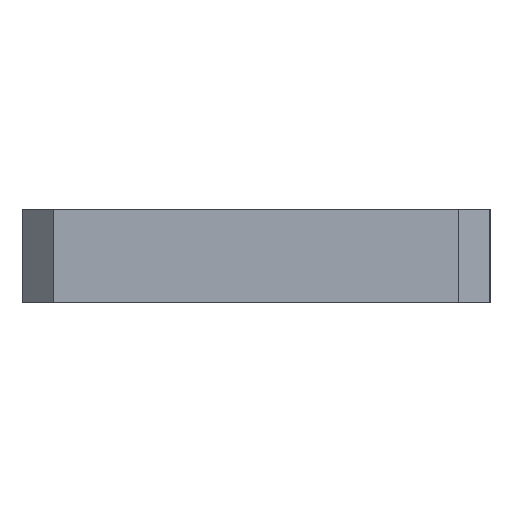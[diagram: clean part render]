
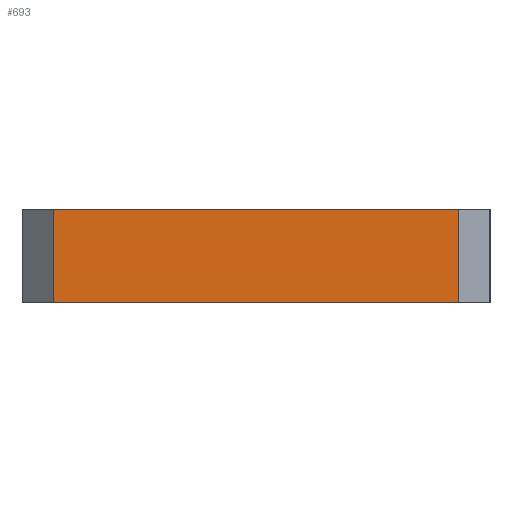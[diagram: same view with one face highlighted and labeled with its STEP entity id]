
A CAD part, left-side view. The second image highlights one B-rep face of the part: STEP entity #693.
In plain terms, the highlighted planar face has unit normal (-1, 0, 0).
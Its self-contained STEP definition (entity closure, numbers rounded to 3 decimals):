
#127=PLANE('',#782);
#157=FACE_OUTER_BOUND('',#195,.T.);
#195=EDGE_LOOP('',(#572,#573,#574,#575));
#249=LINE('',#1163,#293);
#252=LINE('',#1169,#296);
#253=LINE('',#1171,#297);
#254=LINE('',#1172,#298);
#293=VECTOR('',#948,10.);
#296=VECTOR('',#953,22.);
#297=VECTOR('',#954,10.);
#298=VECTOR('',#955,22.);
#397=VERTEX_POINT('',#1160);
#398=VERTEX_POINT('',#1162);
#400=VERTEX_POINT('',#1168);
#401=VERTEX_POINT('',#1170);
#465=EDGE_CURVE('',#397,#398,#249,.T.);
#468=EDGE_CURVE('',#400,#397,#252,.T.);
#469=EDGE_CURVE('',#401,#400,#253,.T.);
#470=EDGE_CURVE('',#401,#398,#254,.T.);
#572=ORIENTED_EDGE('',*,*,#465,.F.);
#573=ORIENTED_EDGE('',*,*,#468,.F.);
#574=ORIENTED_EDGE('',*,*,#469,.F.);
#575=ORIENTED_EDGE('',*,*,#470,.T.);
#693=ADVANCED_FACE('',(#157),#127,.T.);
#782=AXIS2_PLACEMENT_3D('',#1167,#951,#952);
#948=DIRECTION('',(0.,0.,1.));
#951=DIRECTION('center_axis',(-1.,0.,0.));
#952=DIRECTION('ref_axis',(0.,0.,1.));
#953=DIRECTION('',(0.,1.,0.));
#954=DIRECTION('',(0.,0.,-1.));
#955=DIRECTION('',(0.,1.,0.));
#1160=CARTESIAN_POINT('',(-88.,13.,0.));
#1162=CARTESIAN_POINT('',(-88.,13.,6.));
#1163=CARTESIAN_POINT('',(-88.,13.,1.5));
#1167=CARTESIAN_POINT('Origin',(-88.,11.,0.));
#1168=CARTESIAN_POINT('',(-88.,-13.,0.));
#1169=CARTESIAN_POINT('',(-88.,-11.,0.));
#1170=CARTESIAN_POINT('',(-88.,-13.,6.));
#1171=CARTESIAN_POINT('',(-88.,-13.,1.5));
#1172=CARTESIAN_POINT('',(-88.,-11.,6.));
